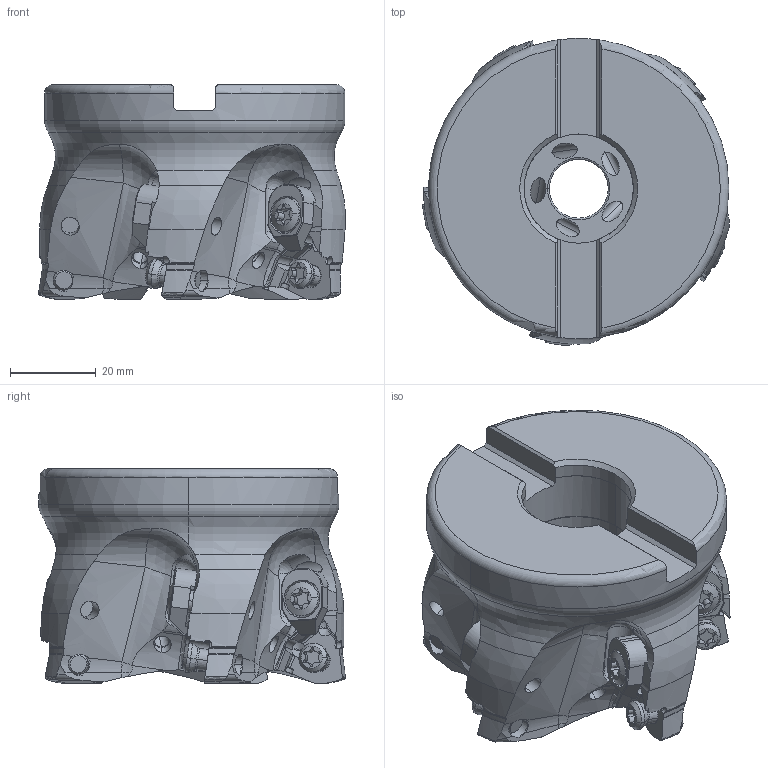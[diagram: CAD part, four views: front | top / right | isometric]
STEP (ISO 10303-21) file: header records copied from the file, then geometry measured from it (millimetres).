
FILE_DESCRIPTION(/* description */ (''),/* implementation_level */ '2;1');
FILE_NAME(/* name */ 'AJXU14R0305C.stp',/* time_stamp */ '2021-09-08T11:48:52+09:00',/* author */ (''),/* organization */ (''),/* preprocessor_version */ 'ST-DEVELOPER v16',/* originating_system */ 'SIEMENS PLM Software NX 10.0',/* authorisation */ '');
FILE_SCHEMA (('AUTOMOTIVE_DESIGN { 1 0 10303 214 3 1 1 1 }'));
Length unit declared in the file: millimetre
Products named in the file (1): AJXU14R0305C_ASM
Bounding box: 71.39 x 71.37 x 49.96 mm (x, y, z)
Volume: 120454.6 mm3; surface area: 31741.1 mm2
Topology: 21 solids, 21 shells, 1105 faces, 3043 edges, 2043 vertices
Faces by surface type: cylinder 527, plane 321, cone 138, torus 74, sphere 30, bspline 15
Entity records: 42853 total; most frequent: CARTESIAN_POINT 13858, DIRECTION 6062, ORIENTED_EDGE 6006, EDGE_CURVE 3003, AXIS2_PLACEMENT_3D 2490, VERTEX_POINT 1971, CIRCLE 1227, EDGE_LOOP 1188
